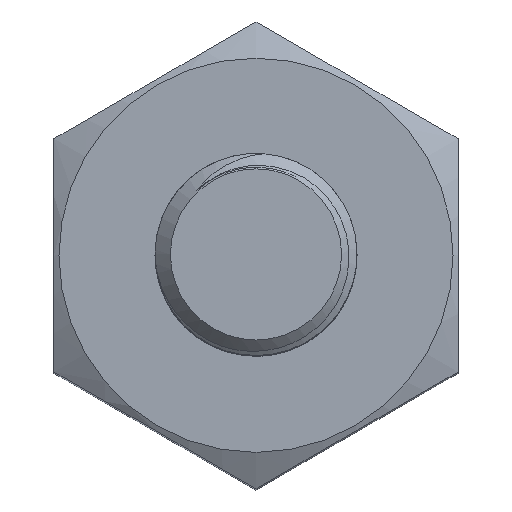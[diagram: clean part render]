
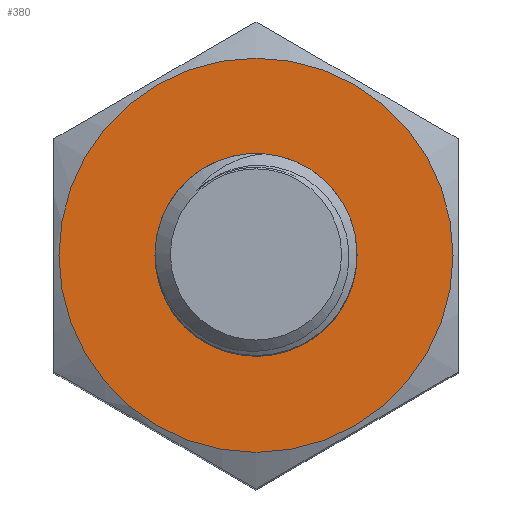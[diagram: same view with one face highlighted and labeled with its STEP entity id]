
A CAD part, top view. The second image highlights one B-rep face of the part: STEP entity #380.
In plain terms, the highlighted planar face has unit normal (0, 0, 1).
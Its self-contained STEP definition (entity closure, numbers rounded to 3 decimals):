
#179=ORIENTED_EDGE('',*,*,#229,.T.);
#180=ORIENTED_EDGE('',*,*,#217,.F.);
#217=EDGE_CURVE('',#255,#255,#271,.F.);
#229=EDGE_CURVE('',#264,#264,#275,.T.);
#255=VERTEX_POINT('',#2877);
#264=VERTEX_POINT('',#4672);
#271=CIRCLE('',#415,2.438);
#275=CIRCLE('',#424,1.25);
#308=EDGE_LOOP('',(#179));
#309=EDGE_LOOP('',(#180));
#342=FACE_BOUND('',#308,.T.);
#343=FACE_BOUND('',#309,.T.);
#355=PLANE('',#425);
#380=ADVANCED_FACE('',(#342,#343),#355,.T.);
#415=AXIS2_PLACEMENT_3D('',#2876,#479,#480);
#424=AXIS2_PLACEMENT_3D('',#4671,#500,#501);
#425=AXIS2_PLACEMENT_3D('',#4673,#502,#503);
#479=DIRECTION('',(0.,0.,1.));
#480=DIRECTION('',(1.,0.,0.));
#500=DIRECTION('',(0.,0.,-1.));
#501=DIRECTION('',(0.866,0.5,0.));
#502=DIRECTION('',(0.,0.,1.));
#503=DIRECTION('',(1.,0.,0.));
#2876=CARTESIAN_POINT('',(0.,0.,10.));
#2877=CARTESIAN_POINT('',(2.438,0.,10.));
#4671=CARTESIAN_POINT('',(0.,0.,10.));
#4672=CARTESIAN_POINT('',(1.083,0.625,10.));
#4673=CARTESIAN_POINT('',(0.,0.,10.));
